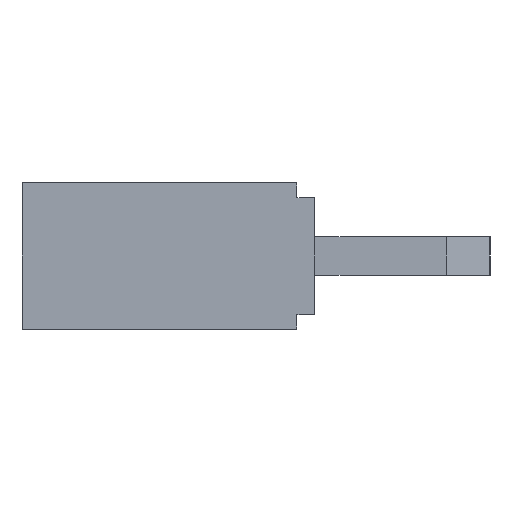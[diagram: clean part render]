
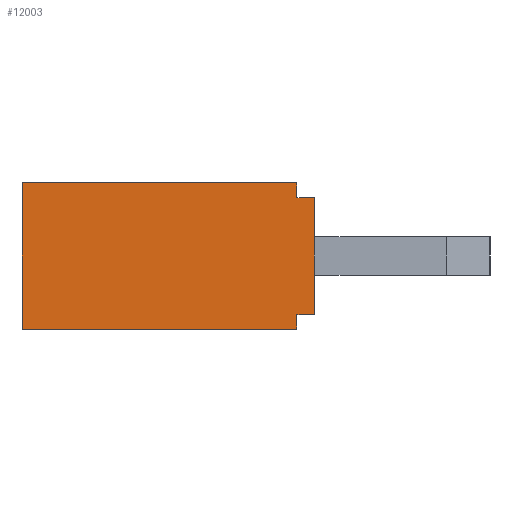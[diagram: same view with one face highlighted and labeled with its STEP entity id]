
A CAD part, left-side view. The second image highlights one B-rep face of the part: STEP entity #12003.
In plain terms, the highlighted planar face has unit normal (-1, 0, 0).
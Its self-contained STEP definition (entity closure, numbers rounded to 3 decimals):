
#441=FACE_OUTER_BOUND('',#1171,.T.);
#1171=EDGE_LOOP('',(#8359,#8360,#8361,#8362,#8363,#8364,#8365,#8366));
#1915=LINE('',#16454,#3573);
#1919=LINE('',#16459,#3577);
#2296=LINE('',#17252,#3954);
#2297=LINE('',#17254,#3955);
#2298=LINE('',#17255,#3956);
#2299=LINE('',#17257,#3957);
#2300=LINE('',#17259,#3958);
#2301=LINE('',#17260,#3959);
#3573=VECTOR('',#13394,2.5);
#3577=VECTOR('',#13398,2.5);
#3954=VECTOR('',#13853,0.3);
#3955=VECTOR('',#13854,2.);
#3956=VECTOR('',#13855,0.3);
#3957=VECTOR('',#13856,4.7);
#3958=VECTOR('',#13857,2.5);
#3959=VECTOR('',#13858,4.7);
#5225=VERTEX_POINT('',#16446);
#5228=VERTEX_POINT('',#16451);
#5229=VERTEX_POINT('',#16453);
#5230=VERTEX_POINT('',#16457);
#5607=VERTEX_POINT('',#17251);
#5608=VERTEX_POINT('',#17253);
#5609=VERTEX_POINT('',#17256);
#5610=VERTEX_POINT('',#17258);
#6311=EDGE_CURVE('',#5229,#5228,#1915,.T.);
#6315=EDGE_CURVE('',#5225,#5230,#1919,.T.);
#6692=EDGE_CURVE('',#5228,#5607,#2296,.T.);
#6693=EDGE_CURVE('',#5607,#5608,#2297,.T.);
#6694=EDGE_CURVE('',#5608,#5225,#2298,.T.);
#6695=EDGE_CURVE('',#5609,#5230,#2299,.T.);
#6696=EDGE_CURVE('',#5610,#5609,#2300,.T.);
#6697=EDGE_CURVE('',#5229,#5610,#2301,.T.);
#8359=ORIENTED_EDGE('',*,*,#6311,.T.);
#8360=ORIENTED_EDGE('',*,*,#6692,.T.);
#8361=ORIENTED_EDGE('',*,*,#6693,.T.);
#8362=ORIENTED_EDGE('',*,*,#6694,.T.);
#8363=ORIENTED_EDGE('',*,*,#6315,.T.);
#8364=ORIENTED_EDGE('',*,*,#6695,.F.);
#8365=ORIENTED_EDGE('',*,*,#6696,.F.);
#8366=ORIENTED_EDGE('',*,*,#6697,.F.);
#11310=PLANE('',#12711);
#12003=ADVANCED_FACE('',(#441),#11310,.F.);
#12711=AXIS2_PLACEMENT_3D('',#17250,#13851,#13852);
#13394=DIRECTION('',(0.,0.,1.));
#13398=DIRECTION('',(0.,0.,1.));
#13851=DIRECTION('center_axis',(1.,0.,0.));
#13852=DIRECTION('ref_axis',(0.,0.,-1.));
#13853=DIRECTION('',(0.,-1.,0.));
#13854=DIRECTION('',(0.,0.,1.));
#13855=DIRECTION('',(0.,1.,0.));
#13856=DIRECTION('',(0.,-1.,0.));
#13857=DIRECTION('',(0.,0.,1.));
#13858=DIRECTION('',(0.,1.,0.));
#16446=CARTESIAN_POINT('',(-25.65,0.3,1.));
#16451=CARTESIAN_POINT('',(-25.65,0.3,-1.));
#16453=CARTESIAN_POINT('',(-25.65,0.3,-1.25));
#16454=CARTESIAN_POINT('',(-25.65,0.3,-1.25));
#16457=CARTESIAN_POINT('',(-25.65,0.3,1.25));
#16459=CARTESIAN_POINT('',(-25.65,0.3,-1.25));
#17250=CARTESIAN_POINT('Origin',(-25.65,0.,0.));
#17251=CARTESIAN_POINT('',(-25.65,0.,-1.));
#17252=CARTESIAN_POINT('',(-25.65,0.,-1.));
#17253=CARTESIAN_POINT('',(-25.65,0.,1.));
#17254=CARTESIAN_POINT('',(-25.65,0.,1.));
#17255=CARTESIAN_POINT('',(-25.65,0.3,1.));
#17256=CARTESIAN_POINT('',(-25.65,5.,1.25));
#17257=CARTESIAN_POINT('',(-25.65,5.,1.25));
#17258=CARTESIAN_POINT('',(-25.65,5.,-1.25));
#17259=CARTESIAN_POINT('',(-25.65,5.,-1.25));
#17260=CARTESIAN_POINT('',(-25.65,0.3,-1.25));
